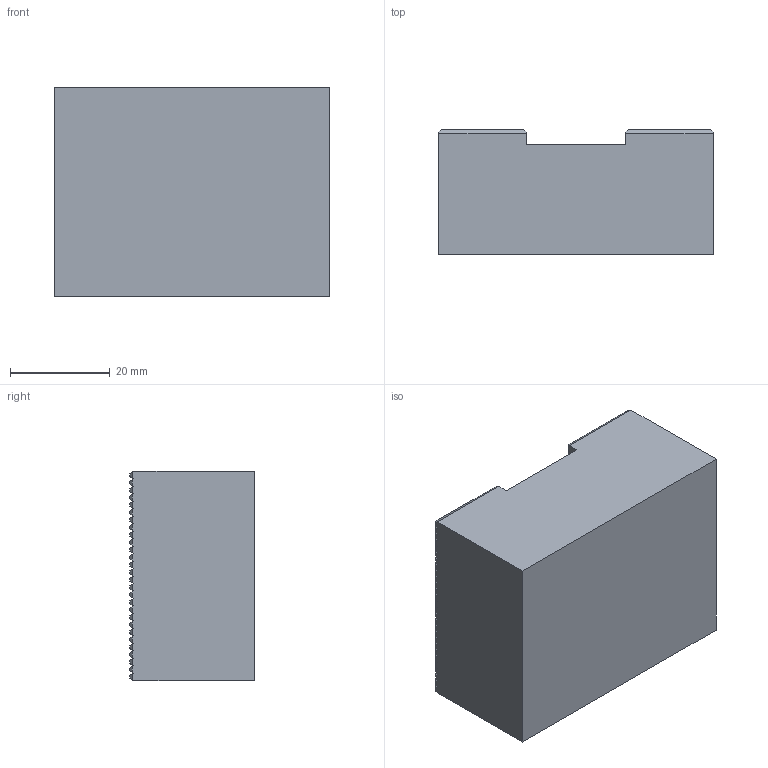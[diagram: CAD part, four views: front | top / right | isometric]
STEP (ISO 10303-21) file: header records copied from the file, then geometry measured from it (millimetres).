
FILE_DESCRIPTION(/* description */ (''),/* implementation_level */ '2;1');
FILE_NAME(/* name */ 'MT-CFB 100.stp',/* time_stamp */ '2019-11-22T14:52:40+01:00',/* author */ ('Emilio'),/* organization */ (''),/* preprocessor_version */ 'ST-DEVELOPER v17',/* originating_system */ 'Autodesk Inventor 2019',/* authorisation */ '');
FILE_SCHEMA (('AUTOMOTIVE_DESIGN { 1 0 10303 214 3 1 1 }'));
Length unit declared in the file: millimetre
Products named in the file (1): MT-CFB 100
Bounding box: 55 x 25 x 42 mm (x, y, z)
Volume: 54812.1 mm3; surface area: 10417.2 mm2
Topology: 1 solids, 1 shells, 676 faces, 1902 edges, 1228 vertices
Faces by surface type: plane 588, cylinder 88
Entity records: 21408 total; most frequent: CARTESIAN_POINT 3807, ORIENTED_EDGE 3804, DIRECTION 3432, EDGE_CURVE 1902, LINE 1726, VECTOR 1726, VERTEX_POINT 1228, AXIS2_PLACEMENT_3D 853
